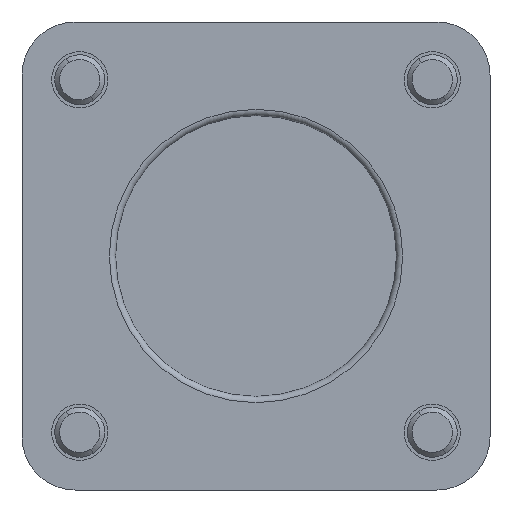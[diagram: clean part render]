
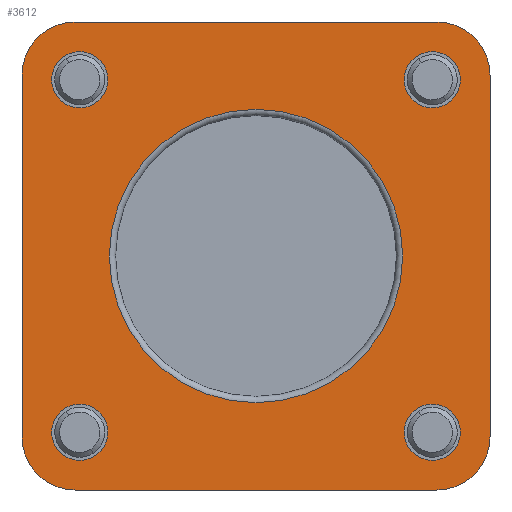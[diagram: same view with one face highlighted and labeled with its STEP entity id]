
A CAD part, front view. The second image highlights one B-rep face of the part: STEP entity #3612.
In plain terms, the highlighted planar face has unit normal (0, -1, 0).
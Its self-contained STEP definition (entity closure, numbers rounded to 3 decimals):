
#3397=CARTESIAN_POINT('',(-0.,0.,-23.5));
#3398=VERTEX_POINT('',#3397);
#3434=CARTESIAN_POINT('',(23.5,0.,0.));
#3435=VERTEX_POINT('',#3434);
#3436=CARTESIAN_POINT('',(-0.,0.,0.));
#3437=DIRECTION('',(0.,-1.,-0.));
#3438=DIRECTION('',(-1.,0.,-0.));
#3439=AXIS2_PLACEMENT_3D('',#3436,#3437,#3438);
#3440=CIRCLE('',#3439,23.5);
#3441=EDGE_CURVE('',#3398,#3435,#3440,.T.);
#3443=CARTESIAN_POINT('',(-0.,0.,0.));
#3444=DIRECTION('',(0.,-1.,-0.));
#3445=DIRECTION('',(-1.,0.,-0.));
#3446=AXIS2_PLACEMENT_3D('',#3443,#3444,#3445);
#3447=CIRCLE('',#3446,23.5);
#3448=EDGE_CURVE('',#3435,#3398,#3447,.T.);
#3489=CARTESIAN_POINT('',(-0.,0.,0.));
#3490=DIRECTION('',(0.,1.,0.));
#3491=DIRECTION('',(0.,0.,1.));
#3492=AXIS2_PLACEMENT_3D('',#3489,#3490,#3491);
#3493=PLANE('',#3492);
#3494=CARTESIAN_POINT('',(-37.5,0.,-29.));
#3495=VERTEX_POINT('',#3494);
#3496=CARTESIAN_POINT('',(-37.5,0.,29.));
#3497=VERTEX_POINT('',#3496);
#3498=CARTESIAN_POINT('',(-37.5,0.,-29.));
#3499=DIRECTION('',(0.,0.,1.));
#3500=VECTOR('',#3499,580.);
#3501=LINE('',#3498,#3500);
#3502=EDGE_CURVE('',#3495,#3497,#3501,.T.);
#3503=ORIENTED_EDGE('',*,*,#3502,.F.);
#3504=CARTESIAN_POINT('',(-29.,0.,-37.5));
#3505=VERTEX_POINT('',#3504);
#3506=CARTESIAN_POINT('',(-29.,0.,-29.));
#3507=DIRECTION('',(-0.,1.,0.));
#3508=DIRECTION('',(1.,0.,0.));
#3509=AXIS2_PLACEMENT_3D('',#3506,#3507,#3508);
#3510=CIRCLE('',#3509,8.5);
#3511=EDGE_CURVE('',#3505,#3495,#3510,.T.);
#3512=ORIENTED_EDGE('',*,*,#3511,.F.);
#3513=CARTESIAN_POINT('',(29.,0.,-37.5));
#3514=VERTEX_POINT('',#3513);
#3515=CARTESIAN_POINT('',(29.,0.,-37.5));
#3516=DIRECTION('',(-1.,0.,0.));
#3517=VECTOR('',#3516,580.);
#3518=LINE('',#3515,#3517);
#3519=EDGE_CURVE('',#3514,#3505,#3518,.T.);
#3520=ORIENTED_EDGE('',*,*,#3519,.F.);
#3521=CARTESIAN_POINT('',(37.5,0.,-29.));
#3522=VERTEX_POINT('',#3521);
#3523=CARTESIAN_POINT('',(29.,0.,-29.));
#3524=DIRECTION('',(-0.,1.,0.));
#3525=DIRECTION('',(1.,0.,0.));
#3526=AXIS2_PLACEMENT_3D('',#3523,#3524,#3525);
#3527=CIRCLE('',#3526,8.5);
#3528=EDGE_CURVE('',#3522,#3514,#3527,.T.);
#3529=ORIENTED_EDGE('',*,*,#3528,.F.);
#3530=CARTESIAN_POINT('',(37.5,0.,29.));
#3531=VERTEX_POINT('',#3530);
#3532=CARTESIAN_POINT('',(37.5,0.,29.));
#3533=DIRECTION('',(-0.,0.,-1.));
#3534=VECTOR('',#3533,580.);
#3535=LINE('',#3532,#3534);
#3536=EDGE_CURVE('',#3531,#3522,#3535,.T.);
#3537=ORIENTED_EDGE('',*,*,#3536,.F.);
#3538=CARTESIAN_POINT('',(29.,0.,37.5));
#3539=VERTEX_POINT('',#3538);
#3540=CARTESIAN_POINT('',(29.,0.,29.));
#3541=DIRECTION('',(-0.,1.,0.));
#3542=DIRECTION('',(1.,0.,0.));
#3543=AXIS2_PLACEMENT_3D('',#3540,#3541,#3542);
#3544=CIRCLE('',#3543,8.5);
#3545=EDGE_CURVE('',#3539,#3531,#3544,.T.);
#3546=ORIENTED_EDGE('',*,*,#3545,.F.);
#3547=CARTESIAN_POINT('',(-29.,0.,37.5));
#3548=VERTEX_POINT('',#3547);
#3549=CARTESIAN_POINT('',(-29.,0.,37.5));
#3550=DIRECTION('',(1.,0.,-0.));
#3551=VECTOR('',#3550,580.);
#3552=LINE('',#3549,#3551);
#3553=EDGE_CURVE('',#3548,#3539,#3552,.T.);
#3554=ORIENTED_EDGE('',*,*,#3553,.F.);
#3555=CARTESIAN_POINT('',(-29.,0.,29.));
#3556=DIRECTION('',(-0.,1.,0.));
#3557=DIRECTION('',(1.,0.,0.));
#3558=AXIS2_PLACEMENT_3D('',#3555,#3556,#3557);
#3559=CIRCLE('',#3558,8.5);
#3560=EDGE_CURVE('',#3497,#3548,#3559,.T.);
#3561=ORIENTED_EDGE('',*,*,#3560,.F.);
#3562=EDGE_LOOP('',(#3503,#3512,#3520,#3529,#3537,#3546,#3554,#3561));
#3563=FACE_BOUND('',#3562,.T.);
#3564=CARTESIAN_POINT('',(-32.75,0.,-28.25));
#3565=VERTEX_POINT('',#3564);
#3566=CARTESIAN_POINT('',(-28.25,0.,-28.25));
#3567=DIRECTION('',(-0.,1.,0.));
#3568=DIRECTION('',(1.,0.,0.));
#3569=AXIS2_PLACEMENT_3D('',#3566,#3567,#3568);
#3570=CIRCLE('',#3569,4.5);
#3571=EDGE_CURVE('',#3565,#3565,#3570,.T.);
#3572=ORIENTED_EDGE('',*,*,#3571,.T.);
#3573=EDGE_LOOP('',(#3572));
#3574=FACE_BOUND('',#3573,.T.);
#3575=CARTESIAN_POINT('',(23.75,0.,-28.25));
#3576=VERTEX_POINT('',#3575);
#3577=CARTESIAN_POINT('',(28.25,0.,-28.25));
#3578=DIRECTION('',(-0.,1.,0.));
#3579=DIRECTION('',(1.,0.,0.));
#3580=AXIS2_PLACEMENT_3D('',#3577,#3578,#3579);
#3581=CIRCLE('',#3580,4.5);
#3582=EDGE_CURVE('',#3576,#3576,#3581,.T.);
#3583=ORIENTED_EDGE('',*,*,#3582,.T.);
#3584=EDGE_LOOP('',(#3583));
#3585=FACE_BOUND('',#3584,.T.);
#3586=CARTESIAN_POINT('',(-32.75,0.,28.25));
#3587=VERTEX_POINT('',#3586);
#3588=CARTESIAN_POINT('',(-28.25,0.,28.25));
#3589=DIRECTION('',(-0.,1.,0.));
#3590=DIRECTION('',(1.,0.,0.));
#3591=AXIS2_PLACEMENT_3D('',#3588,#3589,#3590);
#3592=CIRCLE('',#3591,4.5);
#3593=EDGE_CURVE('',#3587,#3587,#3592,.T.);
#3594=ORIENTED_EDGE('',*,*,#3593,.T.);
#3595=EDGE_LOOP('',(#3594));
#3596=FACE_BOUND('',#3595,.T.);
#3597=CARTESIAN_POINT('',(23.75,0.,28.25));
#3598=VERTEX_POINT('',#3597);
#3599=CARTESIAN_POINT('',(28.25,0.,28.25));
#3600=DIRECTION('',(-0.,1.,0.));
#3601=DIRECTION('',(1.,0.,0.));
#3602=AXIS2_PLACEMENT_3D('',#3599,#3600,#3601);
#3603=CIRCLE('',#3602,4.5);
#3604=EDGE_CURVE('',#3598,#3598,#3603,.T.);
#3605=ORIENTED_EDGE('',*,*,#3604,.T.);
#3606=EDGE_LOOP('',(#3605));
#3607=FACE_BOUND('',#3606,.T.);
#3608=ORIENTED_EDGE('',*,*,#3441,.F.);
#3609=ORIENTED_EDGE('',*,*,#3448,.F.);
#3610=EDGE_LOOP('',(#3608,#3609));
#3611=FACE_BOUND('',#3610,.T.);
#3612=ADVANCED_FACE('',(#3563,#3574,#3585,#3596,#3607,#3611),#3493,.F.);
